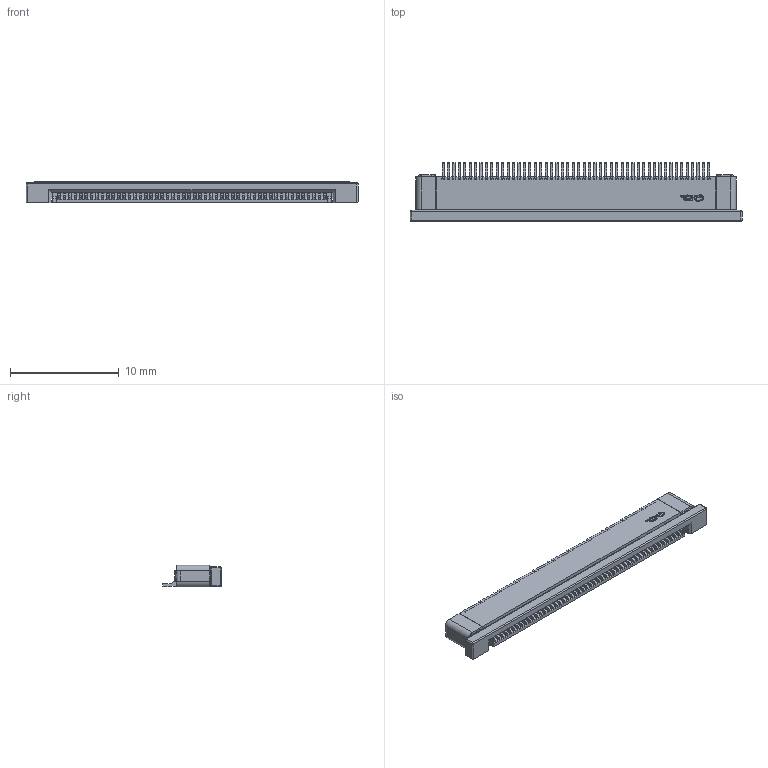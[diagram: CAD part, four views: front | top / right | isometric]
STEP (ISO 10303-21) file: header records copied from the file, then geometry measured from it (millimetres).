
FILE_DESCRIPTION (( 'STEP AP214' ), '1' );
FILE_NAME ('FPC-SMD_50P-L30.5-W5.4-H2.0-P0.50.step', '2022-07-06T11:04:58', ( '' ), ( '' ), 'SwSTEP 2.0', 'SolidWorks 2020', '' );
FILE_SCHEMA (( 'AUTOMOTIVE_DESIGN' ));
Length unit declared in the file: millimetre
Products named in the file (1): FPC-SMD_50P-L30.5-W5.4-H2.0-P0.50
Bounding box: 30.6 x 5.4 x 2.01 mm (x, y, z)
Volume: 166.5 mm3; surface area: 1392.6 mm2
Topology: 49 solids, 49 shells, 2960 faces, 8628 edges, 5692 vertices
Faces by surface type: plane 2415, cylinder 431, bspline 110, sphere 4
Entity records: 130972 total; most frequent: CARTESIAN_POINT 19495, ORIENTED_EDGE 17248, DIRECTION 14940, EDGE_CURVE 8624, LINE 7538, VECTOR 7538, VERTEX_POINT 5692, AXIS2_PLACEMENT_3D 3701
